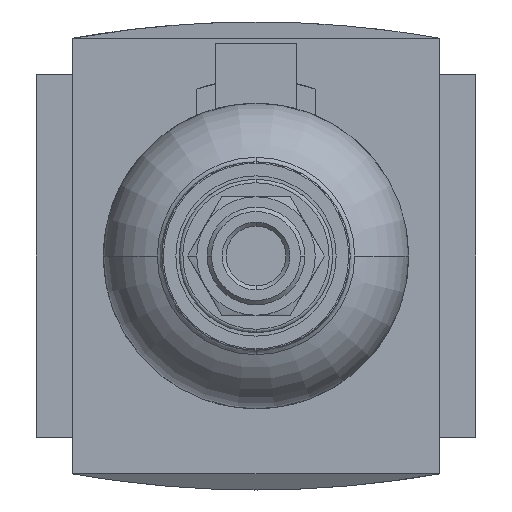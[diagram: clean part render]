
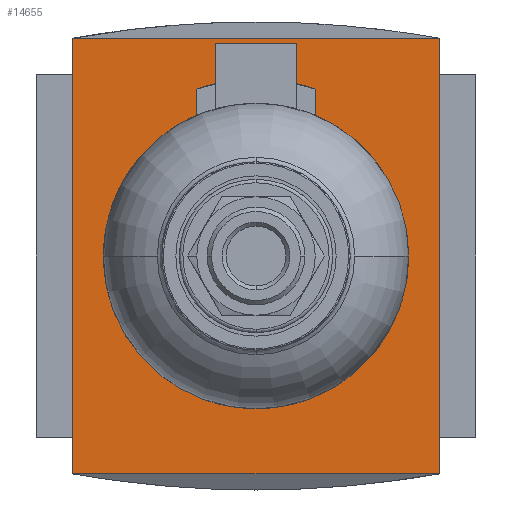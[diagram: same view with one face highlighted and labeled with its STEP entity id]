
A CAD part, front view. The second image highlights one B-rep face of the part: STEP entity #14655.
In plain terms, the highlighted planar face has unit normal (0, -1, 0).
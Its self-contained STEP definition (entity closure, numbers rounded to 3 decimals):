
#125 = VERTEX_POINT ( 'NONE', #1452 ) ;
#393 = DIRECTION ( 'NONE',  ( 0., 1., 0. ) ) ;
#480 = DIRECTION ( 'NONE',  ( -1., 0., 0. ) ) ;
#500 = LINE ( 'NONE', #4439, #4135 ) ;
#616 = LINE ( 'NONE', #11600, #13194 ) ;
#1452 = CARTESIAN_POINT ( 'NONE',  ( 26.25, -37.5, 31.25 ) ) ;
#2364 = CARTESIAN_POINT ( 'NONE',  ( -26.25, -37.5, 31.25 ) ) ;
#3107 = DIRECTION ( 'NONE',  ( 0., 0., 1. ) ) ;
#3665 = EDGE_LOOP ( 'NONE', ( #7013, #7947, #6495, #5637 ) ) ;
#3859 = PLANE ( 'NONE',  #6968 ) ;
#4083 = VECTOR ( 'NONE', #10923, 1000. ) ;
#4135 = VECTOR ( 'NONE', #3107, 1000. ) ;
#4439 = CARTESIAN_POINT ( 'NONE',  ( -26.25, -37.5, 116.435 ) ) ;
#4593 = DIRECTION ( 'NONE',  ( 0., 0., -1. ) ) ;
#4856 = CARTESIAN_POINT ( 'NONE',  ( 0., -37.5, 31.25 ) ) ;
#5168 = VERTEX_POINT ( 'NONE', #12842 ) ;
#5510 = EDGE_CURVE ( 'NONE', #5708, #5168, #616, .T. ) ;
#5587 = CARTESIAN_POINT ( 'NONE',  ( 26.25, -37.5, -31.25 ) ) ;
#5637 = ORIENTED_EDGE ( 'NONE', *, *, #8410, .F. ) ;
#5663 = EDGE_CURVE ( 'NONE', #125, #5708, #14802, .T. ) ;
#5708 = VERTEX_POINT ( 'NONE', #5587 ) ;
#6495 = ORIENTED_EDGE ( 'NONE', *, *, #9136, .F. ) ;
#6968 = AXIS2_PLACEMENT_3D ( 'NONE', #7682, #393, #11239 ) ;
#7013 = ORIENTED_EDGE ( 'NONE', *, *, #5510, .F. ) ;
#7682 = CARTESIAN_POINT ( 'NONE',  ( 0., -37.5, 116.435 ) ) ;
#7905 = VERTEX_POINT ( 'NONE', #2364 ) ;
#7947 = ORIENTED_EDGE ( 'NONE', *, *, #5663, .F. ) ;
#8410 = EDGE_CURVE ( 'NONE', #5168, #7905, #500, .T. ) ;
#8620 = LINE ( 'NONE', #4856, #4083 ) ;
#8785 = FACE_OUTER_BOUND ( 'NONE', #3665, .T. ) ;
#9136 = EDGE_CURVE ( 'NONE', #7905, #125, #8620, .T. ) ;
#10923 = DIRECTION ( 'NONE',  ( 1., 0., 0. ) ) ;
#11239 = DIRECTION ( 'NONE',  ( 0., 0., 1. ) ) ;
#11583 = VECTOR ( 'NONE', #4593, 1000. ) ;
#11600 = CARTESIAN_POINT ( 'NONE',  ( 0., -37.5, -31.25 ) ) ;
#11758 = CARTESIAN_POINT ( 'NONE',  ( 26.25, -37.5, 116.435 ) ) ;
#12842 = CARTESIAN_POINT ( 'NONE',  ( -26.25, -37.5, -31.25 ) ) ;
#13194 = VECTOR ( 'NONE', #480, 1000. ) ;
#14655 = ADVANCED_FACE ( 'NONE', ( #8785 ), #3859, .F. ) ;
#14802 = LINE ( 'NONE', #11758, #11583 ) ;
